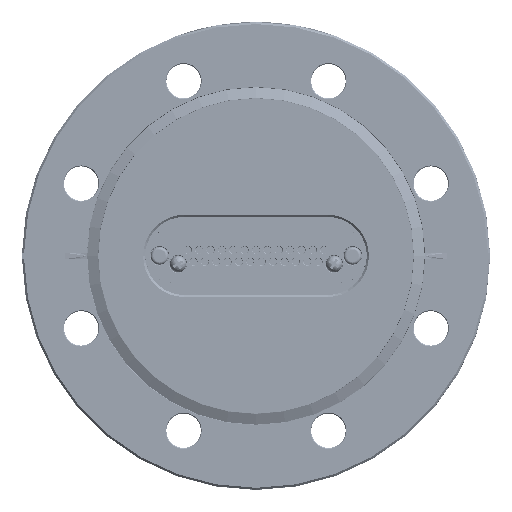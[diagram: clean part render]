
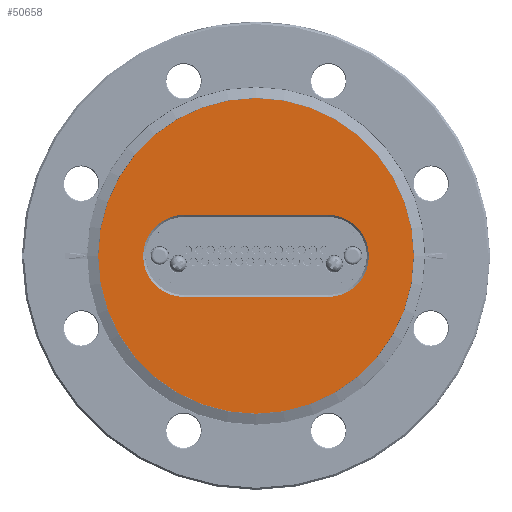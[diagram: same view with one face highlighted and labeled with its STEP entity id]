
A CAD part, top view. The second image highlights one B-rep face of the part: STEP entity #50658.
In plain terms, the highlighted planar face has unit normal (0, 0, 1).
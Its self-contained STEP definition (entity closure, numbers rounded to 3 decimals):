
#226 = VERTEX_POINT ( 'NONE', #49607 ) ;
#448 = EDGE_CURVE ( 'NONE', #226, #35529, #19629, .T. ) ;
#784 = EDGE_CURVE ( 'NONE', #35529, #58072, #13377, .T. ) ;
#2889 = DIRECTION ( 'NONE',  ( -1., 0., 0. ) ) ;
#3182 = AXIS2_PLACEMENT_3D ( 'NONE', #10283, #57285, #29082 ) ;
#4364 = ORIENTED_EDGE ( 'NONE', *, *, #15535, .T. ) ;
#5194 = DIRECTION ( 'NONE',  ( 1., 0., 0. ) ) ;
#10283 = CARTESIAN_POINT ( 'NONE',  ( -17.5, 0., -1.2 ) ) ;
#10548 = CARTESIAN_POINT ( 'NONE',  ( 0., 10., -1.2 ) ) ;
#11957 = DIRECTION ( 'NONE',  ( 0., 1., 0. ) ) ;
#13377 = CIRCLE ( 'NONE', #26396, 10. ) ;
#13506 = AXIS2_PLACEMENT_3D ( 'NONE', #18895, #56172, #38002 ) ;
#15535 = EDGE_CURVE ( 'NONE', #58072, #32187, #55544, .T. ) ;
#17235 = EDGE_LOOP ( 'NONE', ( #46105, #40612, #44024, #4364 ) ) ;
#18895 = CARTESIAN_POINT ( 'NONE',  ( 0., 0., -1.2 ) ) ;
#19629 = LINE ( 'NONE', #10548, #45368 ) ;
#20337 = CARTESIAN_POINT ( 'NONE',  ( 17.5, -10., -1.2 ) ) ;
#20537 = EDGE_LOOP ( 'NONE', ( #61624 ) ) ;
#20877 = DIRECTION ( 'NONE',  ( 0., 0., -1. ) ) ;
#24511 = CIRCLE ( 'NONE', #13506, 38.439 ) ;
#25235 = CARTESIAN_POINT ( 'NONE',  ( 17.5, 0., -1.2 ) ) ;
#26396 = AXIS2_PLACEMENT_3D ( 'NONE', #25235, #20877, #39660 ) ;
#29082 = DIRECTION ( 'NONE',  ( 0., 1., 0. ) ) ;
#30221 = CIRCLE ( 'NONE', #3182, 10. ) ;
#31185 = CARTESIAN_POINT ( 'NONE',  ( 0., -38.439, -1.2 ) ) ;
#32187 = VERTEX_POINT ( 'NONE', #37061 ) ;
#35529 = VERTEX_POINT ( 'NONE', #52173 ) ;
#35761 = CARTESIAN_POINT ( 'NONE',  ( 0., 38.439, -1.2 ) ) ;
#36522 = VERTEX_POINT ( 'NONE', #31185 ) ;
#37061 = CARTESIAN_POINT ( 'NONE',  ( -17.5, -10., -1.2 ) ) ;
#38002 = DIRECTION ( 'NONE',  ( 0., -1., 0. ) ) ;
#38212 = AXIS2_PLACEMENT_3D ( 'NONE', #35761, #54877, #11957 ) ;
#39660 = DIRECTION ( 'NONE',  ( 0., 1., 0. ) ) ;
#40612 = ORIENTED_EDGE ( 'NONE', *, *, #448, .T. ) ;
#43299 = VECTOR ( 'NONE', #2889, 1000. ) ;
#44024 = ORIENTED_EDGE ( 'NONE', *, *, #784, .T. ) ;
#45368 = VECTOR ( 'NONE', #5194, 1000. ) ;
#46105 = ORIENTED_EDGE ( 'NONE', *, *, #60150, .T. ) ;
#49607 = CARTESIAN_POINT ( 'NONE',  ( -17.5, 10., -1.2 ) ) ;
#50658 = ADVANCED_FACE ( 'NONE', ( #58990, #58679 ), #54242, .F. ) ;
#52173 = CARTESIAN_POINT ( 'NONE',  ( 17.5, 10., -1.2 ) ) ;
#54242 = PLANE ( 'NONE',  #38212 ) ;
#54877 = DIRECTION ( 'NONE',  ( 0., 0., -1. ) ) ;
#55544 = LINE ( 'NONE', #59331, #43299 ) ;
#56172 = DIRECTION ( 'NONE',  ( 0., 0., 1. ) ) ;
#57285 = DIRECTION ( 'NONE',  ( 0., 0., -1. ) ) ;
#58072 = VERTEX_POINT ( 'NONE', #20337 ) ;
#58284 = EDGE_CURVE ( 'NONE', #36522, #36522, #24511, .T. ) ;
#58679 = FACE_OUTER_BOUND ( 'NONE', #20537, .T. ) ;
#58990 = FACE_BOUND ( 'NONE', #17235, .T. ) ;
#59331 = CARTESIAN_POINT ( 'NONE',  ( 0., -10., -1.2 ) ) ;
#60150 = EDGE_CURVE ( 'NONE', #32187, #226, #30221, .T. ) ;
#61624 = ORIENTED_EDGE ( 'NONE', *, *, #58284, .T. ) ;
